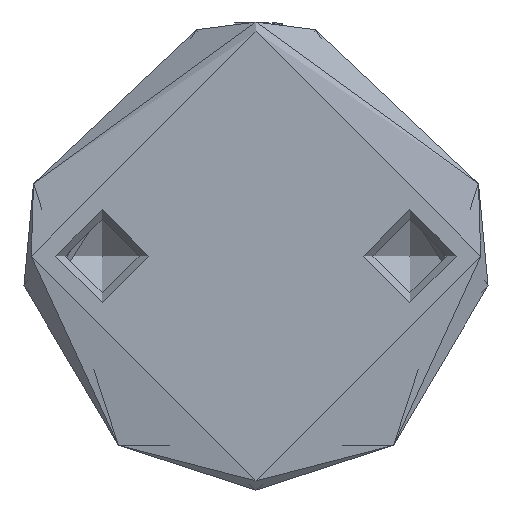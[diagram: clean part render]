
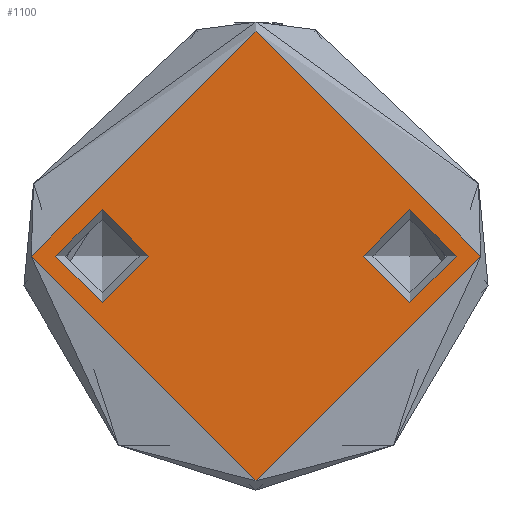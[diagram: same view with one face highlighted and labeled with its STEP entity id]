
A CAD part, front view. The second image highlights one B-rep face of the part: STEP entity #1100.
In plain terms, the highlighted face is planar.
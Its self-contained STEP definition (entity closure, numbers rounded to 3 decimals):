
#311 = VERTEX_POINT ( 'NONE', #5673 ) ;
#416 = ORIENTED_EDGE ( 'NONE', *, *, #2415, .T. ) ;
#452 = DIRECTION ( 'NONE',  ( 1., 0., 0. ) ) ;
#755 = DIRECTION ( 'NONE',  ( 0., 0., 1. ) ) ;
#1100 = ADVANCED_FACE ( 'NONE', ( #3557, #3486, #3638 ), #5424, .T. ) ;
#1382 = CIRCLE ( 'NONE', #3060, 18.25 ) ;
#1620 = CARTESIAN_POINT ( 'NONE',  ( 0., 12.5, 0. ) ) ;
#2036 = AXIS2_PLACEMENT_3D ( 'NONE', #2221, #2723, #3687 ) ;
#2092 = DIRECTION ( 'NONE',  ( 1., 0., 0. ) ) ;
#2221 = CARTESIAN_POINT ( 'NONE',  ( 0., 0., 0. ) ) ;
#2415 = EDGE_CURVE ( 'NONE', #5809, #5809, #3392, .T. ) ;
#2668 = EDGE_CURVE ( 'NONE', #3289, #3289, #5482, .T. ) ;
#2723 = DIRECTION ( 'NONE',  ( 0., 0., 1. ) ) ;
#3060 = AXIS2_PLACEMENT_3D ( 'NONE', #3619, #755, #4091 ) ;
#3101 = ORIENTED_EDGE ( 'NONE', *, *, #2668, .F. ) ;
#3289 = VERTEX_POINT ( 'NONE', #4691 ) ;
#3298 = DIRECTION ( 'NONE',  ( 0., 0., -1. ) ) ;
#3392 = CIRCLE ( 'NONE', #5046, 3.75 ) ;
#3486 = FACE_OUTER_BOUND ( 'NONE', #5837, .T. ) ;
#3557 = FACE_BOUND ( 'NONE', #5616, .T. ) ;
#3619 = CARTESIAN_POINT ( 'NONE',  ( 0., 0., 0. ) ) ;
#3638 = FACE_BOUND ( 'NONE', #4747, .T. ) ;
#3687 = DIRECTION ( 'NONE',  ( 1., 0., 0. ) ) ;
#4091 = DIRECTION ( 'NONE',  ( 1., 0., 0. ) ) ;
#4193 = CARTESIAN_POINT ( 'NONE',  ( 3.75, -12.5, 0. ) ) ;
#4257 = ORIENTED_EDGE ( 'NONE', *, *, #4865, .T. ) ;
#4691 = CARTESIAN_POINT ( 'NONE',  ( 3.75, 12.5, 0. ) ) ;
#4747 = EDGE_LOOP ( 'NONE', ( #416 ) ) ;
#4865 = EDGE_CURVE ( 'NONE', #311, #311, #1382, .T. ) ;
#4959 = DIRECTION ( 'NONE',  ( 0., 0., 1. ) ) ;
#5046 = AXIS2_PLACEMENT_3D ( 'NONE', #6138, #3298, #452 ) ;
#5424 = PLANE ( 'NONE',  #2036 ) ;
#5482 = CIRCLE ( 'NONE', #5855, 3.75 ) ;
#5616 = EDGE_LOOP ( 'NONE', ( #3101 ) ) ;
#5673 = CARTESIAN_POINT ( 'NONE',  ( 18.25, 0., 0. ) ) ;
#5809 = VERTEX_POINT ( 'NONE', #4193 ) ;
#5837 = EDGE_LOOP ( 'NONE', ( #4257 ) ) ;
#5855 = AXIS2_PLACEMENT_3D ( 'NONE', #1620, #4959, #2092 ) ;
#6138 = CARTESIAN_POINT ( 'NONE',  ( 0., -12.5, 0. ) ) ;
